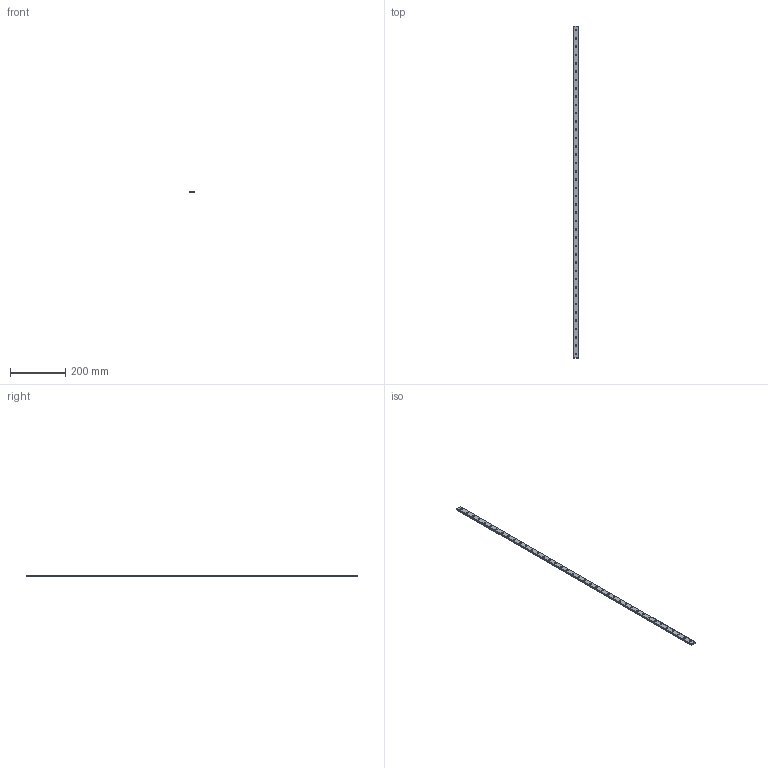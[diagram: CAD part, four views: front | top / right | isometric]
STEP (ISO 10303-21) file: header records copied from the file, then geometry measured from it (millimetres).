
FILE_DESCRIPTION(('STEP AP214'),'1');
FILE_NAME('cctmp_C50289D2-10C5-4303-9F22-6AC4EABAEFCD_2024_08_09_15_17_21_0451..stp','2024-08-09T13:17:21',('HIWIN GmbH'),('CADClick - www.CADClick.com'),'Spatial InterOp 3D',' ','unknown authorization');
FILE_SCHEMA(('AUTOMOTIVE_DESIGN'));
Length unit declared in the file: millimetre
Products named in the file (1): MGWR09R1200CM_FILE
Bounding box: 18 x 1200 x 7 mm (x, y, z)
Volume: 141862.1 mm3; surface area: 69366.9 mm2
Topology: 1 solids, 1 shells, 455 faces, 987 edges, 658 vertices
Faces by surface type: cylinder 256, plane 199
Entity records: 16297 total; most frequent: DIRECTION 2411, CARTESIAN_POINT 2101, ORIENTED_EDGE 1974, EDGE_CURVE 987, AXIS2_PLACEMENT_3D 968, VERTEX_POINT 658, EDGE_LOOP 579, CIRCLE 512
